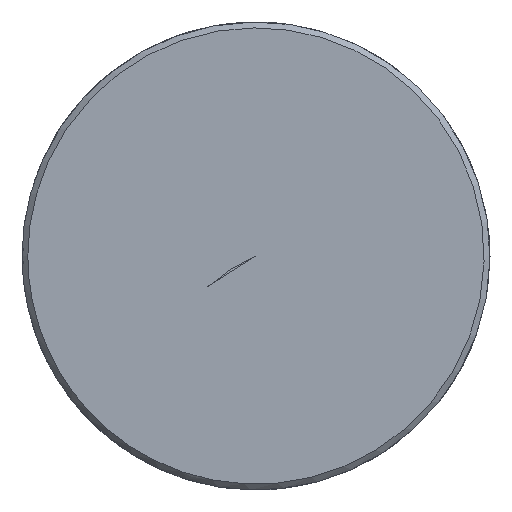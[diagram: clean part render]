
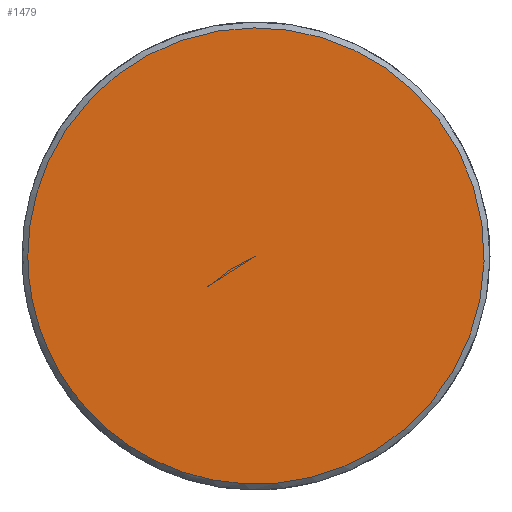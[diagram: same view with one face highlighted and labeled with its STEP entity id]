
A CAD part, left-side view. The second image highlights one B-rep face of the part: STEP entity #1479.
In plain terms, the highlighted free-form (B-spline) face has degree [5, 1] with [6, 2] control points.
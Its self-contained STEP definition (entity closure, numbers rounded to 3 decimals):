
#1407 = CARTESIAN_POINT ('', (-135., 9.75, 0.));
#1408 = VERTEX_POINT ('', #1407);
#1418 = CARTESIAN_POINT ('', (-135., 9.75, 0.));
#1419 = CARTESIAN_POINT ('', (-135., 9.75, 39.));
#1420 = CARTESIAN_POINT ('', (-135., -29.25, 19.5));
#1421 = CARTESIAN_POINT ('', (-135., -29.25, -19.5));
#1422 = CARTESIAN_POINT ('', (-135., 9.75, -39.));
#1423 = CARTESIAN_POINT ('', (-135., 9.75, 0.));
#1424 = (
   BOUNDED_CURVE ()
   B_SPLINE_CURVE (5, (#1418, #1419, #1420, #1421, #1422, #1423), .UNSPECIFIED., .T., .U.)
   B_SPLINE_CURVE_WITH_KNOTS ((6, 6), (0., 1.), .UNSPECIFIED.)
   CURVE ()
   GEOMETRIC_REPRESENTATION_ITEM ()
   RATIONAL_B_SPLINE_CURVE ((5., 1., 1., 1., 1., 5.))
   REPRESENTATION_ITEM ('')
);
#1425 = EDGE_CURVE ('', #1408, #1408, #1424, .T.);
#1455 = CARTESIAN_POINT ('', (-135., 0., 0.));
#1456 = VERTEX_POINT ('', #1455);
#1457 = CARTESIAN_POINT ('', (-135., 9.75, 0.));
#1458 = CARTESIAN_POINT ('', (-135., 0., 0.));
#1459 = B_SPLINE_CURVE_WITH_KNOTS ('', 1, (#1457, #1458), .UNSPECIFIED., .F., .U., (2, 2), (0., 1.), .UNSPECIFIED.);
#1460 = EDGE_CURVE ('', #1408, #1456, #1459, .T.);
#1461 = ORIENTED_EDGE ('', *, *, #1460, .F.);
#1462 = ORIENTED_EDGE ('', *, *, #1425, .T.);
#1463 = ORIENTED_EDGE ('', *, *, #1460, .T.);
#1464 = EDGE_LOOP ('', (#1461, #1462, #1463));
#1465 = FACE_OUTER_BOUND ('', #1464, .F.);
#1466 = CARTESIAN_POINT ('', (-135., 9.75, 0.));
#1467 = CARTESIAN_POINT ('', (-135., 0., 0.));
#1468 = CARTESIAN_POINT ('', (-135., 9.75, 39.));
#1469 = CARTESIAN_POINT ('', (-135., 0., 0.));
#1470 = CARTESIAN_POINT ('', (-135., -29.25, 19.5));
#1471 = CARTESIAN_POINT ('', (-135., 0., 0.));
#1472 = CARTESIAN_POINT ('', (-135., -29.25, -19.5));
#1473 = CARTESIAN_POINT ('', (-135., 0., 0.));
#1474 = CARTESIAN_POINT ('', (-135., 9.75, -39.));
#1475 = CARTESIAN_POINT ('', (-135., 0., 0.));
#1476 = CARTESIAN_POINT ('', (-135., 9.75, 0.));
#1477 = CARTESIAN_POINT ('', (-135., 0., 0.));
#1478 = (
   BOUNDED_SURFACE ()
   B_SPLINE_SURFACE (5, 1, ((#1466, #1467), (#1468, #1469), (#1470, #1471), (#1472, #1473), (#1474, #1475), (#1476, #1477)), .UNSPECIFIED., .T., .F., .U.)
   B_SPLINE_SURFACE_WITH_KNOTS ((6, 6), (2, 2), (0., 1.), (0., 1.), .UNSPECIFIED.)
   SURFACE ()
   GEOMETRIC_REPRESENTATION_ITEM ()
   RATIONAL_B_SPLINE_SURFACE (((5., 5.), (1., 1.), (1., 1.), (1., 1.), (1., 1.), (5., 5.)))
   REPRESENTATION_ITEM ('')
);
#1479 = ADVANCED_FACE ('', (#1465), #1478, .F.);
